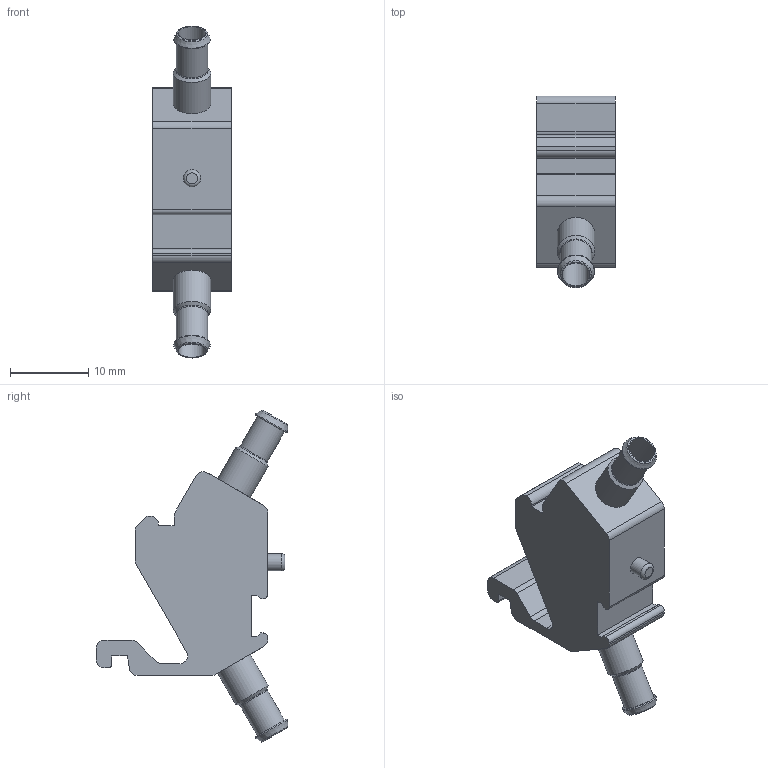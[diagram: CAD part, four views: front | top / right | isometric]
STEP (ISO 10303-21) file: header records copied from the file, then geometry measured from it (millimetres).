
FILE_DESCRIPTION(/* description */ ('STEP AP214'),/* implementation_level */ '2;1');
FILE_NAME(/* name */ '5869_LT-2-PK-4-DA',/* time_stamp */ '2024-09-05T02:22:08+02:00',/* author */ ('License CC BY-ND 4.0'),/* organization */ ('CADENAS'),/* preprocessor_version */ 'ST-DEVELOPER v19.3',/* originating_system */ 'PARTsolutions',/* authorisation */ ' ');
FILE_SCHEMA (('AUTOMOTIVE_DESIGN {1 0 10303 214 3 1 1}'));
Length unit declared in the file: millimetre
Products named in the file (1): 5869 LT-2-PK-4-DA
Bounding box: 10 x 24.58 x 42.55 mm (x, y, z)
Volume: 3455.3 mm3; surface area: 2261.6 mm2
Topology: 1 solids, 1 shells, 72 faces, 179 edges, 116 vertices
Faces by surface type: plane 37, cylinder 24, torus 7, cone 4
Full cylindrical faces by diameter (mm): 2.2 x1, 3.4 x2, 4 x2, 4.8 x2
Entity records: 2572 total; most frequent: DIRECTION 365, CARTESIAN_POINT 348, ORIENTED_EDGE 320, EDGE_CURVE 160, AXIS2_PLACEMENT_3D 132, VERTEX_POINT 115, LINE 101, VECTOR 101
